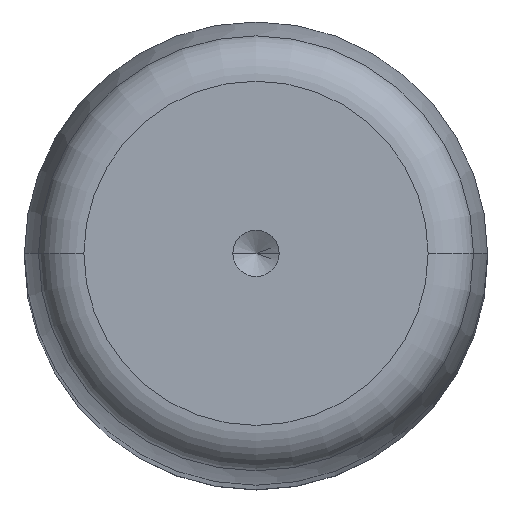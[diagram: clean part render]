
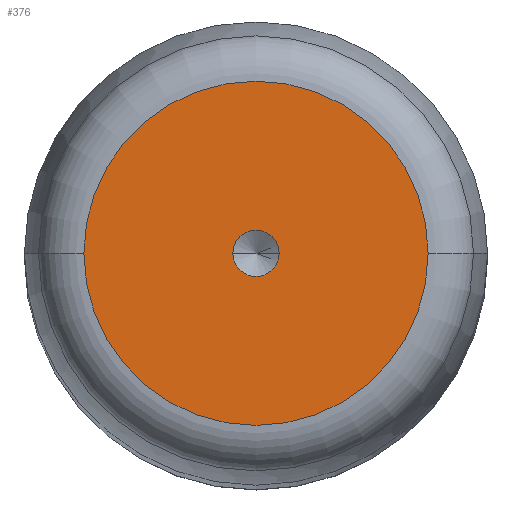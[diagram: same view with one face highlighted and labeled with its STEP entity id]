
A CAD part, top view. The second image highlights one B-rep face of the part: STEP entity #376.
In plain terms, the highlighted planar face has unit normal (0, 0, 1).
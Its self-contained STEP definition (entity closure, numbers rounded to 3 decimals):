
#3 = CARTESIAN_POINT ( 'NONE',  ( 0., 0., 130. ) ) ;
#27 = CARTESIAN_POINT ( 'NONE',  ( 1., 0., 130. ) ) ;
#41 = AXIS2_PLACEMENT_3D ( 'NONE', #654, #132, #548 ) ;
#44 = EDGE_LOOP ( 'NONE', ( #300, #309 ) ) ;
#57 = FACE_BOUND ( 'NONE', #362, .T. ) ;
#72 = VERTEX_POINT ( 'NONE', #396 ) ;
#91 = CARTESIAN_POINT ( 'NONE',  ( -7.432, 0., 130. ) ) ;
#104 = EDGE_CURVE ( 'NONE', #489, #678, #188, .T. ) ;
#112 = DIRECTION ( 'NONE',  ( 0., 0., 1. ) ) ;
#132 = DIRECTION ( 'NONE',  ( 0., 0., 1. ) ) ;
#144 = CARTESIAN_POINT ( 'NONE',  ( -1., 0., 130. ) ) ;
#149 = CIRCLE ( 'NONE', #150, 7.432 ) ;
#150 = AXIS2_PLACEMENT_3D ( 'NONE', #3, #468, #415 ) ;
#174 = AXIS2_PLACEMENT_3D ( 'NONE', #484, #112, #179 ) ;
#179 = DIRECTION ( 'NONE',  ( 1., 0., 0. ) ) ;
#184 = FACE_OUTER_BOUND ( 'NONE', #44, .T. ) ;
#188 = CIRCLE ( 'NONE', #562, 1. ) ;
#190 = CARTESIAN_POINT ( 'NONE',  ( 0., 0., 130. ) ) ;
#223 = CIRCLE ( 'NONE', #174, 7.432 ) ;
#237 = CARTESIAN_POINT ( 'NONE',  ( 0., 0., 130. ) ) ;
#253 = EDGE_CURVE ( 'NONE', #72, #488, #149, .T. ) ;
#300 = ORIENTED_EDGE ( 'NONE', *, *, #253, .T. ) ;
#309 = ORIENTED_EDGE ( 'NONE', *, *, #576, .T. ) ;
#311 = ORIENTED_EDGE ( 'NONE', *, *, #104, .F. ) ;
#337 = DIRECTION ( 'NONE',  ( 1., 0., 0. ) ) ;
#362 = EDGE_LOOP ( 'NONE', ( #467, #311 ) ) ;
#376 = ADVANCED_FACE ( 'NONE', ( #57, #184 ), #502, .T. ) ;
#391 = DIRECTION ( 'NONE',  ( 0., 0., 1. ) ) ;
#396 = CARTESIAN_POINT ( 'NONE',  ( 7.432, 0., 130. ) ) ;
#410 = AXIS2_PLACEMENT_3D ( 'NONE', #237, #651, #337 ) ;
#415 = DIRECTION ( 'NONE',  ( 1., 0., 0. ) ) ;
#439 = EDGE_CURVE ( 'NONE', #678, #489, #673, .T. ) ;
#467 = ORIENTED_EDGE ( 'NONE', *, *, #439, .F. ) ;
#468 = DIRECTION ( 'NONE',  ( 0., 0., 1. ) ) ;
#484 = CARTESIAN_POINT ( 'NONE',  ( 0., 0., 130. ) ) ;
#488 = VERTEX_POINT ( 'NONE', #91 ) ;
#489 = VERTEX_POINT ( 'NONE', #144 ) ;
#502 = PLANE ( 'NONE',  #41 ) ;
#548 = DIRECTION ( 'NONE',  ( 1., 0., 0. ) ) ;
#562 = AXIS2_PLACEMENT_3D ( 'NONE', #190, #391, #655 ) ;
#576 = EDGE_CURVE ( 'NONE', #488, #72, #223, .T. ) ;
#651 = DIRECTION ( 'NONE',  ( 0., 0., 1. ) ) ;
#654 = CARTESIAN_POINT ( 'NONE',  ( 0., 0., 130. ) ) ;
#655 = DIRECTION ( 'NONE',  ( 1., 0., 0. ) ) ;
#673 = CIRCLE ( 'NONE', #410, 1. ) ;
#678 = VERTEX_POINT ( 'NONE', #27 ) ;
